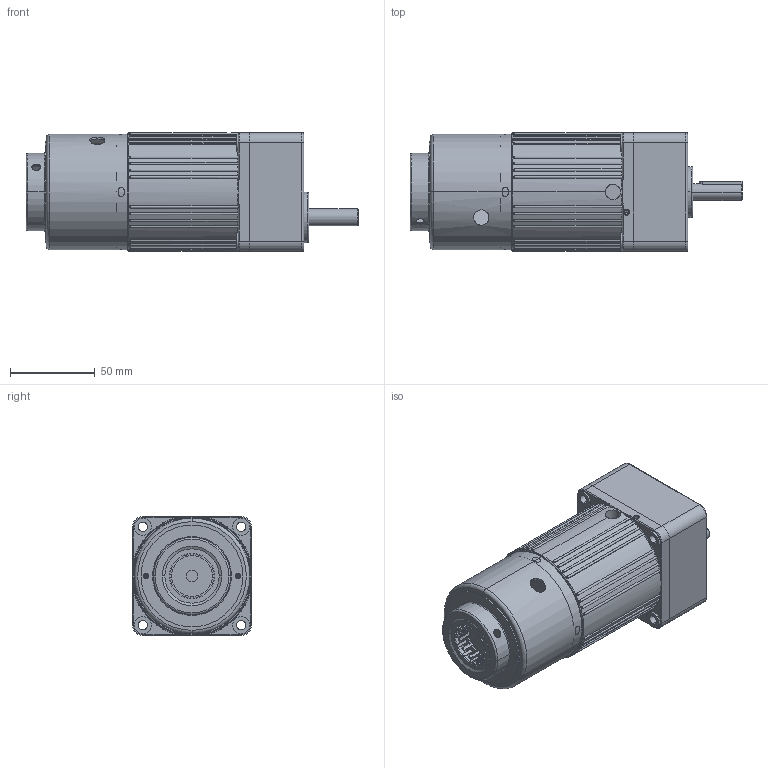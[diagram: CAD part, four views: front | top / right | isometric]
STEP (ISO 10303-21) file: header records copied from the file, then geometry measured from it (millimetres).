
FILE_DESCRIPTION (( 'STEP AP203' ), '1' );
FILE_NAME ('3IK15R-M+3GN3-15K.STEP', '2020-01-08T03:10:32', ( 'Sky123.Org' ), ( 'Sky123.Org' ), 'SwSTEP 2.0', 'SolidWorks 2014', '' );
FILE_SCHEMA (( 'CONFIG_CONTROL_DESIGN' ));
Length unit declared in the file: millimetre
Products named in the file (7): 测速线圈外壳2; 测速线圈总成; 3GN3-15K; 3IK15R-M+3GN3-15K; 3IK15A; 70价陬欶褲; 测速线圈外壳
Assembly tree (6 placements, depth 3):
  3IK15R-M+3GN3-15K
    3IK15A
    70价陬欶褲
    测速线圈总成
      测速线圈外壳
      测速线圈外壳2
    3GN3-15K
Bounding box: 195.5 x 70 x 70 mm (x, y, z)
Volume: 477780.8 mm3; surface area: 93319.7 mm2
Topology: 5 solids, 5 shells, 629 faces, 1692 edges, 1076 vertices
Faces by surface type: cylinder 255, plane 179, torus 132, bspline 33, cone 30
Entity records: 23098 total; most frequent: CARTESIAN_POINT 6459, DIRECTION 3482, ORIENTED_EDGE 3348, EDGE_CURVE 1674, AXIS2_PLACEMENT_3D 1440, VERTEX_POINT 1076, CIRCLE 834, EDGE_LOOP 694
